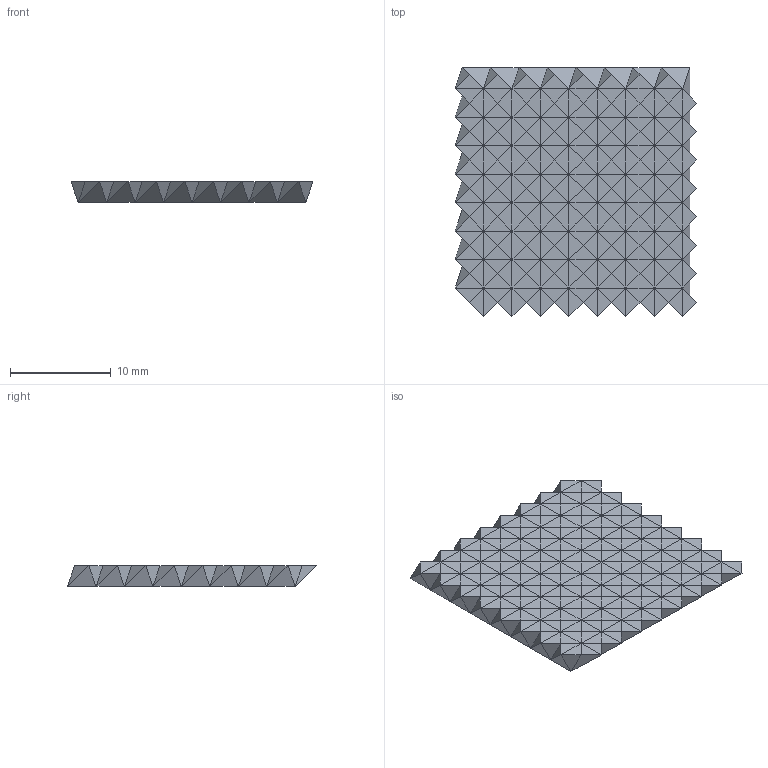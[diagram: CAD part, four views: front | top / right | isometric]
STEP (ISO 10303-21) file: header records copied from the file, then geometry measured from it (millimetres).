
FILE_DESCRIPTION(/* description */ (''),/* implementation_level */ '2;1');
FILE_NAME(/* name */ 'versTrans2.step',/* time_stamp */ '2023-12-29T11:19:48+01:00',/* author */ (''),/* organization */ (''),/* preprocessor_version */ 'ST-DEVELOPER v20',/* originating_system */ 'Autodesk Translation Framework v12.14.0.127',/* authorisation */ '');
FILE_SCHEMA (('AUTOMOTIVE_DESIGN { 1 0 10303 214 3 1 1 }'));
Length unit declared in the file: millimetre
Products named in the file (1): (Unsaved)
Bounding box: 24.04 x 24.75 x 2 mm (x, y, z)
Volume: 1024 mm3; surface area: 2734 mm2
Topology: 64 solids, 64 shells, 1024 faces, 1536 edges, 640 vertices
Faces by surface type: plane 1024
Entity records: 20454 total; most frequent: DIRECTION 3586, CARTESIAN_POINT 3201, ORIENTED_EDGE 3072, LINE 1536, VECTOR 1536, EDGE_CURVE 1536, AXIS2_PLACEMENT_3D 1025, FACE_OUTER_BOUND 1024
